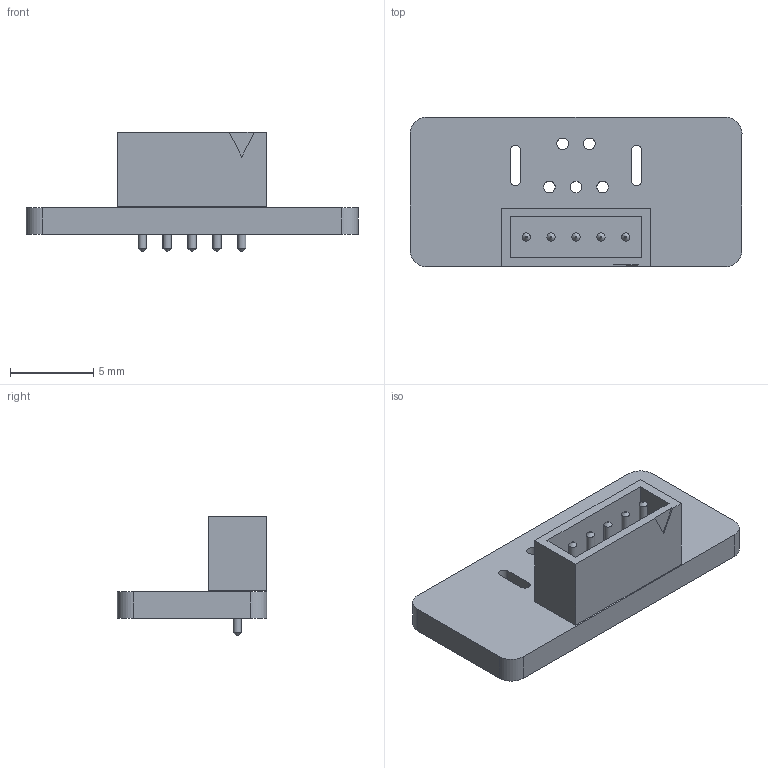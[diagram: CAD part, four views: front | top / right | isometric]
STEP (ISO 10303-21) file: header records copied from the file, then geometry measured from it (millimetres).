
FILE_DESCRIPTION(('KiCad electronic assembly'),'2;1');
FILE_NAME('MiniUSB_ADAPTER-PCBA.step','2020-07-11T16:49:00',('An Author' ),('A Company'),'Open CASCADE STEP processor 6.9', 'KiCad to STEP converter','Unknown');
FILE_SCHEMA(('AUTOMOTIVE_DESIGN { 1 0 10303 214 1 1 1 1 }'));
Length unit declared in the file: millimetre
Products named in the file (4): Open CASCADE STEP translator 6.9 1; B5B-ZR_LF__SN_; COMPOUND
Assembly tree (3 placements, depth 3):
  Open CASCADE STEP translator 6.9 1
    B5B-ZR_LF__SN_
      COMPOUND
    COMPOUND
Bounding box: 20 x 9 x 7.2 mm (x, y, z)
Volume: 367.3 mm3; surface area: 780.3 mm2
Topology: 7 solids, 7 shells, 67 faces, 146 edges, 94 vertices
Faces by surface type: plane 34, cylinder 23, cone 10
Full cylindrical faces by diameter (mm): 0.5 x5, 0.7 x10
Entity records: 3890 total; most frequent: CARTESIAN_POINT 623, DIRECTION 616, LINE 316, VECTOR 316, ORIENTED_EDGE 292, PCURVE 292, DEFINITIONAL_REPRESENTATION 292, EDGE_CURVE 146
